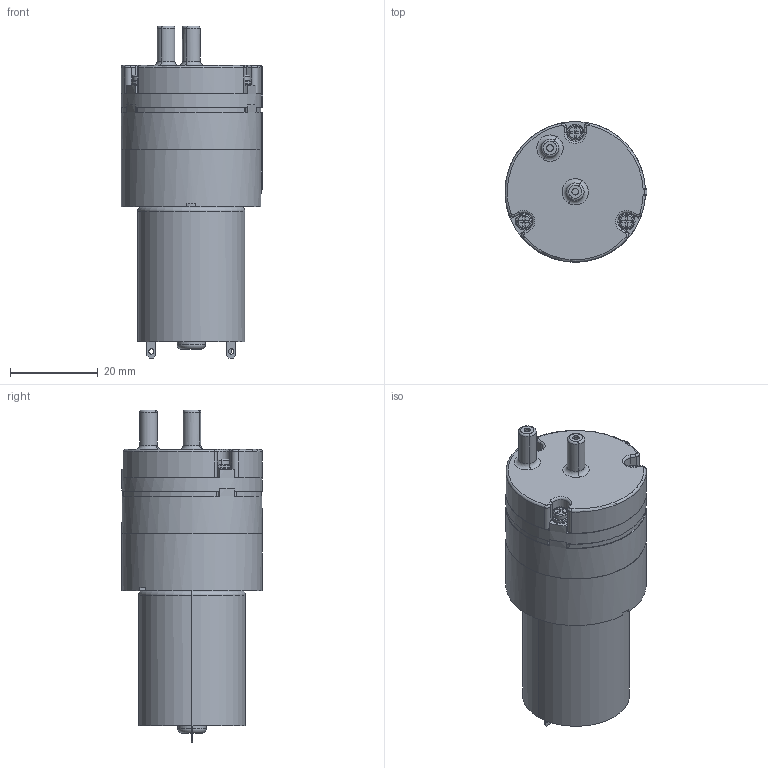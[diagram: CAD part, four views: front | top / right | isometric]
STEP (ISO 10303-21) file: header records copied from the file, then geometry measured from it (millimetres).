
FILE_DESCRIPTION((''),'2;1');
FILE_NAME('KPM32F-6A01_20180323_ASM','2018-03-23T',('xuxf'),(''),'CREO PARAMETRIC BY PTC INC, 2015200','CREO PARAMETRIC BY PTC INC, 2015200','');
FILE_SCHEMA(('CONFIG_CONTROL_DESIGN'));
Length unit declared in the file: millimetre
Products named in the file (17): A4-1206033-S-A3_24_1_1_1_1_1; A4-1207050-S-B_22_1_1_1_1_1; A4-1207051-S-B2_16_1_1_1_1_1; A4-1304035-S-B1_7_1_1_1_1_1; A4-1304034-S-A3_26_1_1_1_1_1; A4-1404035_19_1_1_1_1_1; A4-1207063_5_1_1_1_1_1_1; A4-1207063_5_2_1_1_1_1_1; A4-1207063_5_ASM_1_ASM_1_ASM_1__ASM; PRT0004_2_1_1_1_1_1; KPM32F-6A01_ASM_62_ASM_1_ASM_1__ASM; KPM32F-6A01_ASM_ASM_1_ASM_1_ASM_ASM; KPM32F-6A01_ASM_1_ASM_1_ASM_1_A_ASM; KPM32F-6A01_20180322_ASM_-42148_ASM; KPM32F-6A01_20180322_ASM_-42180_ASM; KPM32F-6A01_20180322_ASM_1_ASM; KPM32F-6A01_20180323_ASM
Assembly tree (19 placements, depth 9):
  KPM32F-6A01_20180323_ASM
    KPM32F-6A01_20180322_ASM_1_ASM
      KPM32F-6A01_20180322_ASM_-42180_ASM
        KPM32F-6A01_20180322_ASM_-42148_ASM
          KPM32F-6A01_ASM_1_ASM_1_ASM_1_A_ASM
            KPM32F-6A01_ASM_ASM_1_ASM_1_ASM_ASM
              KPM32F-6A01_ASM_62_ASM_1_ASM_1__ASM
                A4-1206033-S-A3_24_1_1_1_1_1
                A4-1207050-S-B_22_1_1_1_1_1
                A4-1207051-S-B2_16_1_1_1_1_1
                A4-1304035-S-B1_7_1_1_1_1_1
                A4-1304034-S-A3_26_1_1_1_1_1
                A4-1404035_19_1_1_1_1_1
                A4-1207063_5_ASM_1_ASM_1_ASM_1__ASM  x3
                  A4-1207063_5_1_1_1_1_1_1
                  A4-1207063_5_2_1_1_1_1_1
                PRT0004_2_1_1_1_1_1  x2
Bounding box: 32.35 x 32 x 75.7 mm (x, y, z)
Volume: 45074.5 mm3; surface area: 19386.6 mm2
Topology: 14 solids, 20 shells, 1005 faces, 2756 edges, 1891 vertices
Faces by surface type: cylinder 515, plane 311, torus 85, cone 52, bspline 42
Entity records: 38721 total; most frequent: CARTESIAN_POINT 8234, DIRECTION 5088, ORIENTED_EDGE 4492, EDGE_CURVE 2246, AXIS2_PLACEMENT_3D 2140, PRESENTATION_STYLE_ASSIGNMENT 2125, STYLED_ITEM 2125, CURVE_STYLE 1813
